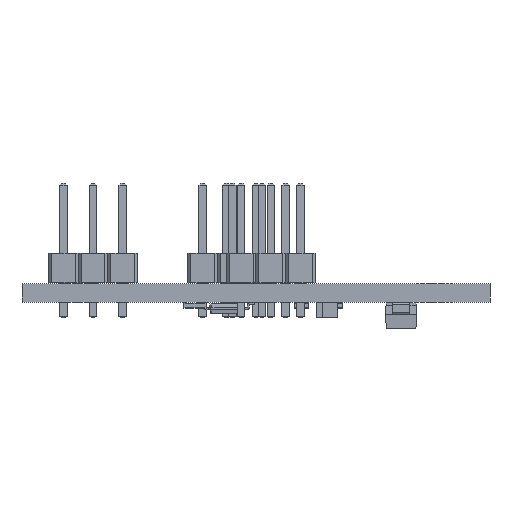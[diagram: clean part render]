
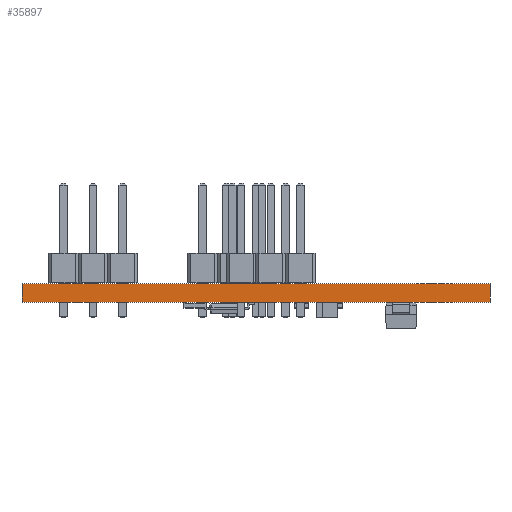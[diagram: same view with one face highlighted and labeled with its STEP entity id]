
A CAD part, front view. The second image highlights one B-rep face of the part: STEP entity #35897.
In plain terms, the highlighted planar face has unit normal (0, -1, 0).
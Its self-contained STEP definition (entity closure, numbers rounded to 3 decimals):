
#35897 = ADVANCED_FACE('',(#35898),#35912,.T.);
#35898 = FACE_BOUND('',#35899,.T.);
#35899 = EDGE_LOOP('',(#35900,#35935,#35963,#35991));
#35900 = ORIENTED_EDGE('',*,*,#35901,.T.);
#35901 = EDGE_CURVE('',#35902,#35904,#35906,.T.);
#35902 = VERTEX_POINT('',#35903);
#35903 = CARTESIAN_POINT('',(45.466,5.334,0.));
#35904 = VERTEX_POINT('',#35905);
#35905 = CARTESIAN_POINT('',(45.466,5.334,1.6));
#35906 = SURFACE_CURVE('',#35907,(#35911,#35923),.PCURVE_S1.);
#35907 = LINE('',#35908,#35909);
#35908 = CARTESIAN_POINT('',(45.466,5.334,0.));
#35909 = VECTOR('',#35910,1.);
#35910 = DIRECTION('',(0.,0.,1.));
#35911 = PCURVE('',#35912,#35917);
#35912 = PLANE('',#35913);
#35913 = AXIS2_PLACEMENT_3D('',#35914,#35915,#35916);
#35914 = CARTESIAN_POINT('',(45.466,5.334,0.));
#35915 = DIRECTION('',(0.,-1.,0.));
#35916 = DIRECTION('',(-1.,0.,0.));
#35917 = DEFINITIONAL_REPRESENTATION('',(#35918),#35922);
#35918 = LINE('',#35919,#35920);
#35919 = CARTESIAN_POINT('',(0.,-0.));
#35920 = VECTOR('',#35921,1.);
#35921 = DIRECTION('',(0.,-1.));
#35922 = ( GEOMETRIC_REPRESENTATION_CONTEXT(2) 
PARAMETRIC_REPRESENTATION_CONTEXT() REPRESENTATION_CONTEXT('2D SPACE',''
  ) );
#35923 = PCURVE('',#35924,#35929);
#35924 = PLANE('',#35925);
#35925 = AXIS2_PLACEMENT_3D('',#35926,#35927,#35928);
#35926 = CARTESIAN_POINT('',(45.466,45.466,0.));
#35927 = DIRECTION('',(1.,0.,-0.));
#35928 = DIRECTION('',(0.,-1.,0.));
#35929 = DEFINITIONAL_REPRESENTATION('',(#35930),#35934);
#35930 = LINE('',#35931,#35932);
#35931 = CARTESIAN_POINT('',(40.132,0.));
#35932 = VECTOR('',#35933,1.);
#35933 = DIRECTION('',(0.,-1.));
#35934 = ( GEOMETRIC_REPRESENTATION_CONTEXT(2) 
PARAMETRIC_REPRESENTATION_CONTEXT() REPRESENTATION_CONTEXT('2D SPACE',''
  ) );
#35935 = ORIENTED_EDGE('',*,*,#35936,.T.);
#35936 = EDGE_CURVE('',#35904,#35937,#35939,.T.);
#35937 = VERTEX_POINT('',#35938);
#35938 = CARTESIAN_POINT('',(5.334,5.334,1.6));
#35939 = SURFACE_CURVE('',#35940,(#35944,#35951),.PCURVE_S1.);
#35940 = LINE('',#35941,#35942);
#35941 = CARTESIAN_POINT('',(45.466,5.334,1.6));
#35942 = VECTOR('',#35943,1.);
#35943 = DIRECTION('',(-1.,0.,0.));
#35944 = PCURVE('',#35912,#35945);
#35945 = DEFINITIONAL_REPRESENTATION('',(#35946),#35950);
#35946 = LINE('',#35947,#35948);
#35947 = CARTESIAN_POINT('',(0.,-1.6));
#35948 = VECTOR('',#35949,1.);
#35949 = DIRECTION('',(1.,0.));
#35950 = ( GEOMETRIC_REPRESENTATION_CONTEXT(2) 
PARAMETRIC_REPRESENTATION_CONTEXT() REPRESENTATION_CONTEXT('2D SPACE',''
  ) );
#35951 = PCURVE('',#35952,#35957);
#35952 = PLANE('',#35953);
#35953 = AXIS2_PLACEMENT_3D('',#35954,#35955,#35956);
#35954 = CARTESIAN_POINT('',(25.4,25.4,1.6));
#35955 = DIRECTION('',(-0.,-0.,-1.));
#35956 = DIRECTION('',(-1.,0.,0.));
#35957 = DEFINITIONAL_REPRESENTATION('',(#35958),#35962);
#35958 = LINE('',#35959,#35960);
#35959 = CARTESIAN_POINT('',(-20.066,-20.066));
#35960 = VECTOR('',#35961,1.);
#35961 = DIRECTION('',(1.,0.));
#35962 = ( GEOMETRIC_REPRESENTATION_CONTEXT(2) 
PARAMETRIC_REPRESENTATION_CONTEXT() REPRESENTATION_CONTEXT('2D SPACE',''
  ) );
#35963 = ORIENTED_EDGE('',*,*,#35964,.F.);
#35964 = EDGE_CURVE('',#35965,#35937,#35967,.T.);
#35965 = VERTEX_POINT('',#35966);
#35966 = CARTESIAN_POINT('',(5.334,5.334,0.));
#35967 = SURFACE_CURVE('',#35968,(#35972,#35979),.PCURVE_S1.);
#35968 = LINE('',#35969,#35970);
#35969 = CARTESIAN_POINT('',(5.334,5.334,0.));
#35970 = VECTOR('',#35971,1.);
#35971 = DIRECTION('',(0.,0.,1.));
#35972 = PCURVE('',#35912,#35973);
#35973 = DEFINITIONAL_REPRESENTATION('',(#35974),#35978);
#35974 = LINE('',#35975,#35976);
#35975 = CARTESIAN_POINT('',(40.132,0.));
#35976 = VECTOR('',#35977,1.);
#35977 = DIRECTION('',(0.,-1.));
#35978 = ( GEOMETRIC_REPRESENTATION_CONTEXT(2) 
PARAMETRIC_REPRESENTATION_CONTEXT() REPRESENTATION_CONTEXT('2D SPACE',''
  ) );
#35979 = PCURVE('',#35980,#35985);
#35980 = PLANE('',#35981);
#35981 = AXIS2_PLACEMENT_3D('',#35982,#35983,#35984);
#35982 = CARTESIAN_POINT('',(5.334,5.334,0.));
#35983 = DIRECTION('',(-1.,0.,0.));
#35984 = DIRECTION('',(0.,1.,0.));
#35985 = DEFINITIONAL_REPRESENTATION('',(#35986),#35990);
#35986 = LINE('',#35987,#35988);
#35987 = CARTESIAN_POINT('',(0.,0.));
#35988 = VECTOR('',#35989,1.);
#35989 = DIRECTION('',(0.,-1.));
#35990 = ( GEOMETRIC_REPRESENTATION_CONTEXT(2) 
PARAMETRIC_REPRESENTATION_CONTEXT() REPRESENTATION_CONTEXT('2D SPACE',''
  ) );
#35991 = ORIENTED_EDGE('',*,*,#35992,.F.);
#35992 = EDGE_CURVE('',#35902,#35965,#35993,.T.);
#35993 = SURFACE_CURVE('',#35994,(#35998,#36005),.PCURVE_S1.);
#35994 = LINE('',#35995,#35996);
#35995 = CARTESIAN_POINT('',(45.466,5.334,0.));
#35996 = VECTOR('',#35997,1.);
#35997 = DIRECTION('',(-1.,0.,0.));
#35998 = PCURVE('',#35912,#35999);
#35999 = DEFINITIONAL_REPRESENTATION('',(#36000),#36004);
#36000 = LINE('',#36001,#36002);
#36001 = CARTESIAN_POINT('',(0.,-0.));
#36002 = VECTOR('',#36003,1.);
#36003 = DIRECTION('',(1.,0.));
#36004 = ( GEOMETRIC_REPRESENTATION_CONTEXT(2) 
PARAMETRIC_REPRESENTATION_CONTEXT() REPRESENTATION_CONTEXT('2D SPACE',''
  ) );
#36005 = PCURVE('',#36006,#36011);
#36006 = PLANE('',#36007);
#36007 = AXIS2_PLACEMENT_3D('',#36008,#36009,#36010);
#36008 = CARTESIAN_POINT('',(25.4,25.4,0.));
#36009 = DIRECTION('',(-0.,-0.,-1.));
#36010 = DIRECTION('',(-1.,0.,0.));
#36011 = DEFINITIONAL_REPRESENTATION('',(#36012),#36016);
#36012 = LINE('',#36013,#36014);
#36013 = CARTESIAN_POINT('',(-20.066,-20.066));
#36014 = VECTOR('',#36015,1.);
#36015 = DIRECTION('',(1.,0.));
#36016 = ( GEOMETRIC_REPRESENTATION_CONTEXT(2) 
PARAMETRIC_REPRESENTATION_CONTEXT() REPRESENTATION_CONTEXT('2D SPACE',''
  ) );
